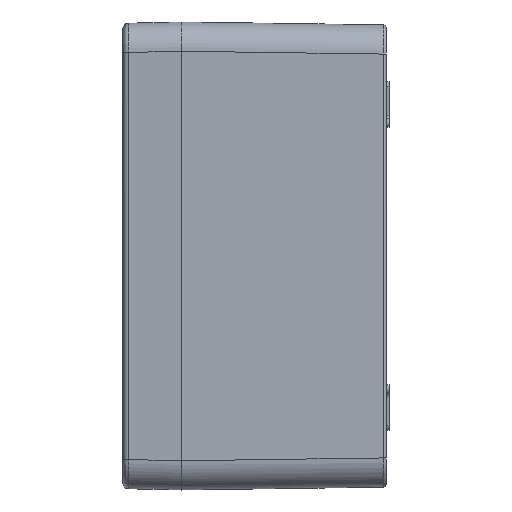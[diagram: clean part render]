
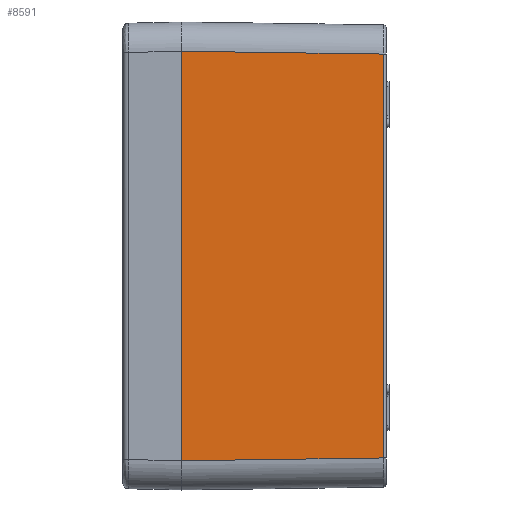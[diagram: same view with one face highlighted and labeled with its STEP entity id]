
A CAD part, left-side view. The second image highlights one B-rep face of the part: STEP entity #8591.
In plain terms, the highlighted planar face has unit normal (-1, -0.014, 0).
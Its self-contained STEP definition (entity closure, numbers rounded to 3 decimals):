
#22 = EDGE_LOOP ( 'NONE', ( #21300, #19598, #1118, #18655 ) ) ;
#416 = CARTESIAN_POINT ( 'NONE',  ( -130., 70., -70.001 ) ) ;
#1001 = CARTESIAN_POINT ( 'NONE',  ( -129.358, 23.991, 69.359 ) ) ;
#1118 = ORIENTED_EDGE ( 'NONE', *, *, #3370, .T. ) ;
#1393 = B_SPLINE_CURVE_WITH_KNOTS ( 'NONE', 3,
 ( #7975, #21137, #1001, #19097 ),
 .UNSPECIFIED., .F., .F.,
 ( 4, 4 ),
 ( 0., 1. ),
 .UNSPECIFIED. ) ;
#2541 = CARTESIAN_POINT ( 'NONE',  ( -130., 70., -85.03 ) ) ;
#2678 = CARTESIAN_POINT ( 'NONE',  ( -129.036, 0.986, 69.037 ) ) ;
#3362 = CARTESIAN_POINT ( 'NONE',  ( -129.036, 0.986, -69.037 ) ) ;
#3370 = EDGE_CURVE ( 'NONE', #11264, #13801, #19457, .T. ) ;
#4240 = CARTESIAN_POINT ( 'NONE',  ( -129.036, 0.986, -23.012 ) ) ;
#4476 = DIRECTION ( 'NONE',  ( -1., -0.014, 0. ) ) ;
#5138 = EDGE_CURVE ( 'NONE', #6104, #8219, #1393, .T. ) ;
#5382 = B_SPLINE_CURVE_WITH_KNOTS ( 'NONE', 3,
 ( #12429, #7579, #4240, #20848 ),
 .UNSPECIFIED., .F., .F.,
 ( 4, 4 ),
 ( 0., 1. ),
 .UNSPECIFIED. ) ;
#6104 = VERTEX_POINT ( 'NONE', #13746 ) ;
#7579 = CARTESIAN_POINT ( 'NONE',  ( -129.036, 0.986, 23.012 ) ) ;
#7975 = CARTESIAN_POINT ( 'NONE',  ( -130., 70., 70.001 ) ) ;
#8219 = VERTEX_POINT ( 'NONE', #2678 ) ;
#8242 = AXIS2_PLACEMENT_3D ( 'NONE', #2541, #4476, #9545 ) ;
#8591 = ADVANCED_FACE ( 'NONE', ( #10725 ), #17301, .T. ) ;
#8595 = CARTESIAN_POINT ( 'NONE',  ( -129.679, 46.995, -69.68 ) ) ;
#8774 = VECTOR ( 'NONE', #15520, 1000. ) ;
#9545 = DIRECTION ( 'NONE',  ( -0.014, 1., 0. ) ) ;
#10593 = CARTESIAN_POINT ( 'NONE',  ( -130., 70., -70.001 ) ) ;
#10725 = FACE_OUTER_BOUND ( 'NONE', #22, .T. ) ;
#11264 = VERTEX_POINT ( 'NONE', #18329 ) ;
#12209 = LINE ( 'NONE', #10593, #8774 ) ;
#12429 = CARTESIAN_POINT ( 'NONE',  ( -129.036, 0.986, 69.037 ) ) ;
#13746 = CARTESIAN_POINT ( 'NONE',  ( -130., 70., 70.001 ) ) ;
#13801 = VERTEX_POINT ( 'NONE', #3362 ) ;
#15520 = DIRECTION ( 'NONE',  ( 0., 0., 1. ) ) ;
#16461 = CARTESIAN_POINT ( 'NONE',  ( -129.036, 0.986, -69.037 ) ) ;
#17301 = PLANE ( 'NONE',  #8242 ) ;
#17553 = EDGE_CURVE ( 'NONE', #8219, #13801, #5382, .T. ) ;
#18329 = CARTESIAN_POINT ( 'NONE',  ( -130., 70., -70.001 ) ) ;
#18655 = ORIENTED_EDGE ( 'NONE', *, *, #17553, .F. ) ;
#18794 = EDGE_CURVE ( 'NONE', #11264, #6104, #12209, .T. ) ;
#19097 = CARTESIAN_POINT ( 'NONE',  ( -129.036, 0.986, 69.037 ) ) ;
#19457 = B_SPLINE_CURVE_WITH_KNOTS ( 'NONE', 3,
 ( #416, #8595, #20014, #16461 ),
 .UNSPECIFIED., .F., .F.,
 ( 4, 4 ),
 ( 0., 1. ),
 .UNSPECIFIED. ) ;
#19598 = ORIENTED_EDGE ( 'NONE', *, *, #18794, .F. ) ;
#20014 = CARTESIAN_POINT ( 'NONE',  ( -129.358, 23.991, -69.359 ) ) ;
#20848 = CARTESIAN_POINT ( 'NONE',  ( -129.036, 0.986, -69.037 ) ) ;
#21137 = CARTESIAN_POINT ( 'NONE',  ( -129.679, 46.995, 69.68 ) ) ;
#21300 = ORIENTED_EDGE ( 'NONE', *, *, #5138, .F. ) ;
